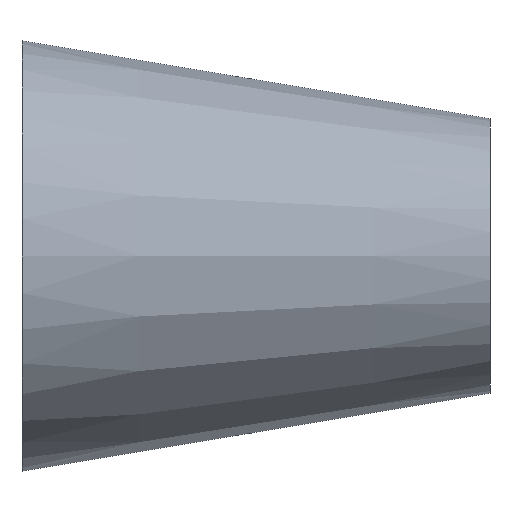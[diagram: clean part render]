
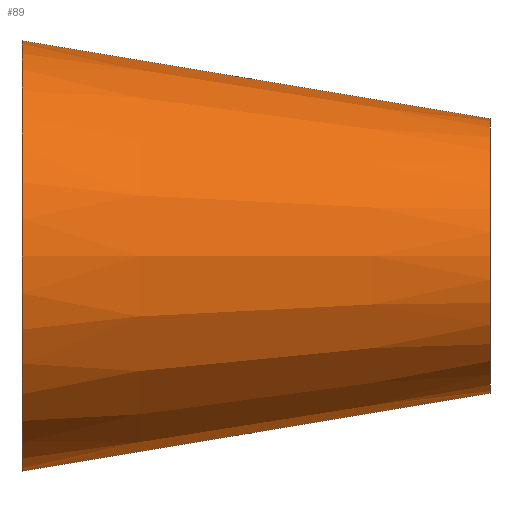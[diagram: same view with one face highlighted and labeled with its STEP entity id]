
A CAD part, front view. The second image highlights one B-rep face of the part: STEP entity #89.
In plain terms, the highlighted conical face has half-angle 9.462 degrees and reference radius 22 mm.
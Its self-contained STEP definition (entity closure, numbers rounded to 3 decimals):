
#11 = ORIENTED_EDGE ( 'NONE', *, *, #202, .T. ) ;
#18 = CARTESIAN_POINT ( 'NONE',  ( 75., 0., 22. ) ) ;
#22 = CIRCLE ( 'NONE', #188, 22. ) ;
#31 = LINE ( 'NONE', #132, #248 ) ;
#33 = VERTEX_POINT ( 'NONE', #87 ) ;
#53 = EDGE_CURVE ( 'NONE', #238, #181, #31, .T. ) ;
#54 = FACE_OUTER_BOUND ( 'NONE', #88, .T. ) ;
#63 = AXIS2_PLACEMENT_3D ( 'NONE', #99, #117, #246 ) ;
#69 = ORIENTED_EDGE ( 'NONE', *, *, #98, .F. ) ;
#70 = VECTOR ( 'NONE', #114, 1000. ) ;
#74 = LINE ( 'NONE', #18, #70 ) ;
#76 = DIRECTION ( 'NONE',  ( 1., 0., 0. ) ) ;
#78 = CARTESIAN_POINT ( 'NONE',  ( 75., 0., 0. ) ) ;
#84 = EDGE_CURVE ( 'NONE', #33, #181, #96, .T. ) ;
#87 = CARTESIAN_POINT ( 'NONE',  ( 0., 0., 34.5 ) ) ;
#88 = EDGE_LOOP ( 'NONE', ( #129, #69, #11, #122 ) ) ;
#89 = ADVANCED_FACE ( 'NONE', ( #54 ), #195, .T. ) ;
#95 = DIRECTION ( 'NONE',  ( -0.986, 0., -0.164 ) ) ;
#96 = CIRCLE ( 'NONE', #63, 34.5 ) ;
#97 = CARTESIAN_POINT ( 'NONE',  ( 75., 0., 22. ) ) ;
#98 = EDGE_CURVE ( 'NONE', #242, #238, #22, .T. ) ;
#99 = CARTESIAN_POINT ( 'NONE',  ( 0., 0., 0. ) ) ;
#114 = DIRECTION ( 'NONE',  ( -0.986, 0., 0.164 ) ) ;
#117 = DIRECTION ( 'NONE',  ( 1., 0., 0. ) ) ;
#122 = ORIENTED_EDGE ( 'NONE', *, *, #84, .T. ) ;
#129 = ORIENTED_EDGE ( 'NONE', *, *, #53, .F. ) ;
#131 = CARTESIAN_POINT ( 'NONE',  ( 0., 0., -34.5 ) ) ;
#132 = CARTESIAN_POINT ( 'NONE',  ( 75., 0., -22. ) ) ;
#148 = AXIS2_PLACEMENT_3D ( 'NONE', #247, #192, #168 ) ;
#168 = DIRECTION ( 'NONE',  ( 0., 0., 1. ) ) ;
#169 = DIRECTION ( 'NONE',  ( 0., 0., -1. ) ) ;
#181 = VERTEX_POINT ( 'NONE', #131 ) ;
#187 = CARTESIAN_POINT ( 'NONE',  ( 75., 0., -22. ) ) ;
#188 = AXIS2_PLACEMENT_3D ( 'NONE', #78, #76, #169 ) ;
#192 = DIRECTION ( 'NONE',  ( -1., 0., 0. ) ) ;
#195 = CONICAL_SURFACE ( 'NONE', #148, 22., 0.165 ) ;
#202 = EDGE_CURVE ( 'NONE', #242, #33, #74, .T. ) ;
#238 = VERTEX_POINT ( 'NONE', #187 ) ;
#242 = VERTEX_POINT ( 'NONE', #97 ) ;
#246 = DIRECTION ( 'NONE',  ( 0., 0., -1. ) ) ;
#247 = CARTESIAN_POINT ( 'NONE',  ( 75., 0., 0. ) ) ;
#248 = VECTOR ( 'NONE', #95, 1000. ) ;
